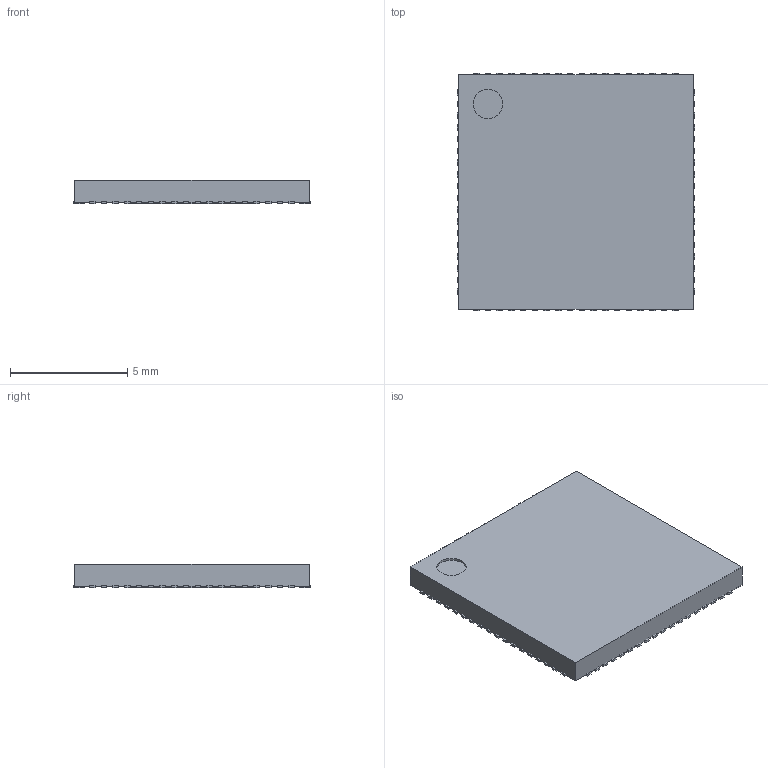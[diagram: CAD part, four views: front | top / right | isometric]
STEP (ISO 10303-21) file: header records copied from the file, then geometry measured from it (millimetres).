
FILE_DESCRIPTION(('FreeCAD Model'),'2;1');
FILE_NAME('1330981.1.1.stp','2020-04-10T03:50:08',( 'Author'),(''),'Open CASCADE STEP processor 6.9','FreeCAD','Unknown' );
FILE_SCHEMA(('AUTOMOTIVE_DESIGN { 1 0 10303 214 1 1 1 1 }'));
Length unit declared in the file: millimetre
Products named in the file (5): ASSEMBLY; Body; ThermalPin; PinsArrayLR; PinsArrayTB
Assembly tree (4 placements, depth 2):
  ASSEMBLY
    Body
    ThermalPin
    PinsArrayLR
    PinsArrayTB
Bounding box: 10.1 x 10.1 x 1 mm (x, y, z)
Volume: 98.4 mm3; surface area: 320.5 mm2
Topology: 74 solids, 74 shells, 446 faces, 891 edges, 594 vertices
Faces by surface type: plane 373, cylinder 73
Full cylindrical faces by diameter (mm): 1.25 x1
Entity records: 23848 total; most frequent: CARTESIAN_POINT 4150, DIRECTION 3649, LINE 2381, VECTOR 2381, ORIENTED_EDGE 1782, PCURVE 1782, DEFINITIONAL_REPRESENTATION 1782, EDGE_CURVE 891
